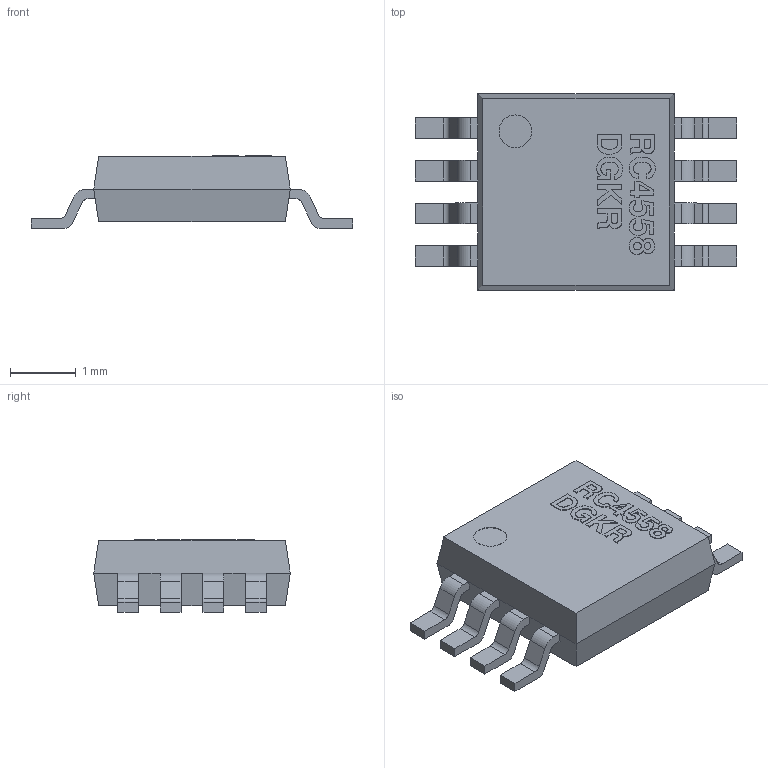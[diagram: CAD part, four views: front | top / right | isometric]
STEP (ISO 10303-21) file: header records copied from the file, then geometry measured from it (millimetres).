
FILE_DESCRIPTION(('FreeCAD Model'),'2;1');
FILE_NAME('RC4558DGKR.step','2019-07-23T13:57:53',('Author'), (''),'Open CASCADE STEP processor 7.3','FreeCAD','Unknown');
FILE_SCHEMA(('AUTOMOTIVE_DESIGN { 1 0 10303 214 1 1 1 1 }'));
Length unit declared in the file: millimetre
Products named in the file (1): RC4558DGKR
Bounding box: 4.9 x 3 x 1.11 mm (x, y, z)
Volume: 9 mm3; surface area: 37.3 mm2
Topology: 1 solids, 1 shells, 349 faces, 970 edges, 640 vertices
Faces by surface type: plane 166, extrusion 142, cylinder 33, bspline 8
Full cylindrical faces by diameter (mm): 0.5 x1
Entity records: 13726 total; most frequent: CARTESIAN_POINT 2916, ORIENTED_EDGE 1940, DIRECTION 1262, EDGE_CURVE 970, VECTOR 730, VERTEX_POINT 640, LINE 588, B_SPLINE_CURVE_WITH_KNOTS 458
